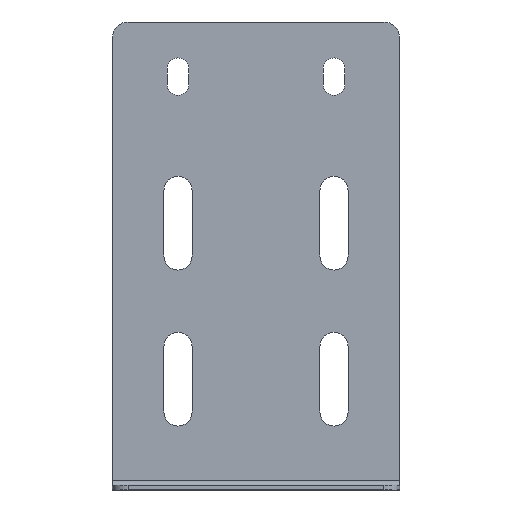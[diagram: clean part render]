
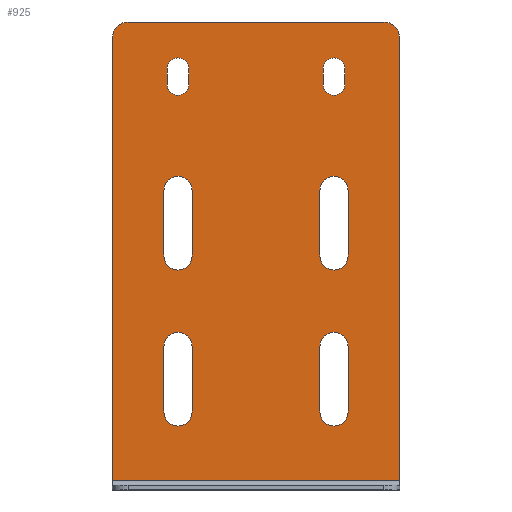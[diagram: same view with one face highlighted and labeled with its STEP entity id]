
A CAD part, top view. The second image highlights one B-rep face of the part: STEP entity #925.
In plain terms, the highlighted planar face has unit normal (0, 0, 1).
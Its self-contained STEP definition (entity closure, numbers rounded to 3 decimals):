
#160=DIRECTION('',(0.,1.,0.));
#161=VECTOR('',#160,5.);
#162=CARTESIAN_POINT('',(21.5,55.,1.5));
#163=LINE('',#162,#161);
#164=CARTESIAN_POINT('',(25.,55.,1.5));
#165=DIRECTION('',(0.,0.,1.));
#166=DIRECTION('',(-1.,0.,0.));
#167=AXIS2_PLACEMENT_3D('',#164,#165,#166);
#169=DIRECTION('',(0.,-1.,0.));
#170=VECTOR('',#169,5.);
#171=CARTESIAN_POINT('',(28.5,60.,1.5));
#172=LINE('',#171,#170);
#173=CARTESIAN_POINT('',(25.,60.,1.5));
#174=DIRECTION('',(0.,0.,1.));
#175=DIRECTION('',(1.,0.,0.));
#176=AXIS2_PLACEMENT_3D('',#173,#174,#175);
#178=DIRECTION('',(0.,1.,0.));
#179=VECTOR('',#178,21.);
#180=CARTESIAN_POINT('',(-29.5,0.,1.5));
#181=LINE('',#180,#179);
#182=CARTESIAN_POINT('',(-25.,0.,1.5));
#183=DIRECTION('',(0.,0.,1.));
#184=DIRECTION('',(-1.,0.,0.));
#185=AXIS2_PLACEMENT_3D('',#182,#183,#184);
#187=DIRECTION('',(0.,-1.,0.));
#188=VECTOR('',#187,21.);
#189=CARTESIAN_POINT('',(-20.5,21.,1.5));
#190=LINE('',#189,#188);
#191=CARTESIAN_POINT('',(-25.,21.,1.5));
#192=DIRECTION('',(0.,0.,1.));
#193=DIRECTION('',(1.,0.,0.));
#194=AXIS2_PLACEMENT_3D('',#191,#192,#193);
#196=DIRECTION('',(0.,1.,0.));
#197=VECTOR('',#196,21.);
#198=CARTESIAN_POINT('',(20.5,0.,1.5));
#199=LINE('',#198,#197);
#200=CARTESIAN_POINT('',(25.,0.,1.5));
#201=DIRECTION('',(0.,0.,1.));
#202=DIRECTION('',(-1.,0.,0.));
#203=AXIS2_PLACEMENT_3D('',#200,#201,#202);
#205=DIRECTION('',(0.,-1.,0.));
#206=VECTOR('',#205,21.);
#207=CARTESIAN_POINT('',(29.5,21.,1.5));
#208=LINE('',#207,#206);
#209=CARTESIAN_POINT('',(25.,21.,1.5));
#210=DIRECTION('',(0.,0.,1.));
#211=DIRECTION('',(1.,0.,0.));
#212=AXIS2_PLACEMENT_3D('',#209,#210,#211);
#214=DIRECTION('',(0.,1.,0.));
#215=VECTOR('',#214,21.);
#216=CARTESIAN_POINT('',(-29.5,-50.,1.5));
#217=LINE('',#216,#215);
#218=CARTESIAN_POINT('',(-25.,-50.,1.5));
#219=DIRECTION('',(0.,0.,1.));
#220=DIRECTION('',(-1.,0.,0.));
#221=AXIS2_PLACEMENT_3D('',#218,#219,#220);
#223=DIRECTION('',(0.,-1.,0.));
#224=VECTOR('',#223,21.);
#225=CARTESIAN_POINT('',(-20.5,-29.,1.5));
#226=LINE('',#225,#224);
#227=CARTESIAN_POINT('',(-25.,-29.,1.5));
#228=DIRECTION('',(0.,0.,1.));
#229=DIRECTION('',(1.,0.,0.));
#230=AXIS2_PLACEMENT_3D('',#227,#228,#229);
#232=DIRECTION('',(0.,1.,0.));
#233=VECTOR('',#232,21.);
#234=CARTESIAN_POINT('',(20.5,-50.,1.5));
#235=LINE('',#234,#233);
#236=CARTESIAN_POINT('',(25.,-50.,1.5));
#237=DIRECTION('',(0.,0.,1.));
#238=DIRECTION('',(-1.,0.,0.));
#239=AXIS2_PLACEMENT_3D('',#236,#237,#238);
#241=DIRECTION('',(0.,-1.,0.));
#242=VECTOR('',#241,21.);
#243=CARTESIAN_POINT('',(29.5,-29.,1.5));
#244=LINE('',#243,#242);
#245=CARTESIAN_POINT('',(25.,-29.,1.5));
#246=DIRECTION('',(0.,0.,1.));
#247=DIRECTION('',(1.,0.,0.));
#248=AXIS2_PLACEMENT_3D('',#245,#246,#247);
#250=DIRECTION('',(0.,1.,0.));
#251=VECTOR('',#250,5.);
#252=CARTESIAN_POINT('',(-21.5,55.,1.5));
#253=LINE('',#252,#251);
#254=CARTESIAN_POINT('',(-25.,60.,1.5));
#255=DIRECTION('',(0.,0.,-1.));
#256=DIRECTION('',(-1.,0.,0.));
#257=AXIS2_PLACEMENT_3D('',#254,#255,#256);
#259=DIRECTION('',(0.,-1.,0.));
#260=VECTOR('',#259,5.);
#261=CARTESIAN_POINT('',(-28.5,60.,1.5));
#262=LINE('',#261,#260);
#263=CARTESIAN_POINT('',(-25.,55.,1.5));
#264=DIRECTION('',(0.,0.,-1.));
#265=DIRECTION('',(1.,0.,0.));
#266=AXIS2_PLACEMENT_3D('',#263,#264,#265);
#268=CARTESIAN_POINT('',(41.,70.,1.5));
#269=DIRECTION('',(0.,0.,1.));
#270=DIRECTION('',(1.,0.,0.));
#271=AXIS2_PLACEMENT_3D('',#268,#269,#270);
#273=DIRECTION('',(0.,1.,0.));
#274=VECTOR('',#273,142.);
#275=CARTESIAN_POINT('',(46.,-72.,1.5));
#276=LINE('',#275,#274);
#277=DIRECTION('',(0.,-1.,0.));
#278=VECTOR('',#277,142.);
#279=CARTESIAN_POINT('',(-46.,70.,1.5));
#280=LINE('',#279,#278);
#281=CARTESIAN_POINT('',(-41.,70.,1.5));
#282=DIRECTION('',(0.,0.,1.));
#283=DIRECTION('',(0.,1.,0.));
#284=AXIS2_PLACEMENT_3D('',#281,#282,#283);
#286=DIRECTION('',(-1.,0.,0.));
#287=VECTOR('',#286,82.);
#288=CARTESIAN_POINT('',(41.,75.,1.5));
#289=LINE('',#288,#287);
#541=DIRECTION('',(1.,0.,0.));
#542=VECTOR('',#541,92.);
#543=CARTESIAN_POINT('',(-46.,-72.,1.5));
#544=LINE('',#543,#542);
#566=CARTESIAN_POINT('',(46.,-72.,1.5));
#567=VERTEX_POINT('',#566);
#568=CARTESIAN_POINT('',(-46.,-72.,1.5));
#569=VERTEX_POINT('',#568);
#578=CARTESIAN_POINT('',(21.5,55.,1.5));
#579=CARTESIAN_POINT('',(21.5,60.,1.5));
#580=VERTEX_POINT('',#578);
#581=VERTEX_POINT('',#579);
#582=CARTESIAN_POINT('',(28.5,60.,1.5));
#583=VERTEX_POINT('',#582);
#584=CARTESIAN_POINT('',(28.5,55.,1.5));
#585=VERTEX_POINT('',#584);
#594=CARTESIAN_POINT('',(-29.5,0.,1.5));
#595=CARTESIAN_POINT('',(-29.5,21.,1.5));
#596=VERTEX_POINT('',#594);
#597=VERTEX_POINT('',#595);
#598=CARTESIAN_POINT('',(-20.5,21.,1.5));
#599=VERTEX_POINT('',#598);
#600=CARTESIAN_POINT('',(-20.5,0.,1.5));
#601=VERTEX_POINT('',#600);
#610=CARTESIAN_POINT('',(20.5,0.,1.5));
#611=CARTESIAN_POINT('',(20.5,21.,1.5));
#612=VERTEX_POINT('',#610);
#613=VERTEX_POINT('',#611);
#614=CARTESIAN_POINT('',(29.5,21.,1.5));
#615=VERTEX_POINT('',#614);
#616=CARTESIAN_POINT('',(29.5,0.,1.5));
#617=VERTEX_POINT('',#616);
#626=CARTESIAN_POINT('',(-29.5,-50.,1.5));
#627=CARTESIAN_POINT('',(-29.5,-29.,1.5));
#628=VERTEX_POINT('',#626);
#629=VERTEX_POINT('',#627);
#630=CARTESIAN_POINT('',(-20.5,-29.,1.5));
#631=VERTEX_POINT('',#630);
#632=CARTESIAN_POINT('',(-20.5,-50.,1.5));
#633=VERTEX_POINT('',#632);
#642=CARTESIAN_POINT('',(20.5,-50.,1.5));
#643=CARTESIAN_POINT('',(20.5,-29.,1.5));
#644=VERTEX_POINT('',#642);
#645=VERTEX_POINT('',#643);
#646=CARTESIAN_POINT('',(29.5,-29.,1.5));
#647=VERTEX_POINT('',#646);
#648=CARTESIAN_POINT('',(29.5,-50.,1.5));
#649=VERTEX_POINT('',#648);
#654=CARTESIAN_POINT('',(46.,70.,1.5));
#655=VERTEX_POINT('',#654);
#656=CARTESIAN_POINT('',(41.,75.,1.5));
#657=VERTEX_POINT('',#656);
#662=CARTESIAN_POINT('',(-41.,75.,1.5));
#663=VERTEX_POINT('',#662);
#664=CARTESIAN_POINT('',(-46.,70.,1.5));
#665=VERTEX_POINT('',#664);
#706=CARTESIAN_POINT('',(-21.5,55.,1.5));
#707=CARTESIAN_POINT('',(-21.5,60.,1.5));
#708=VERTEX_POINT('',#706);
#709=VERTEX_POINT('',#707);
#710=CARTESIAN_POINT('',(-28.5,60.,1.5));
#711=VERTEX_POINT('',#710);
#712=CARTESIAN_POINT('',(-28.5,55.,1.5));
#713=VERTEX_POINT('',#712);
#850=CARTESIAN_POINT('',(0.,0.,1.5));
#851=DIRECTION('',(0.,0.,1.));
#852=DIRECTION('',(1.,0.,0.));
#853=AXIS2_PLACEMENT_3D('',#850,#851,#852);
#854=PLANE('',#853);
#856=ORIENTED_EDGE('',*,*,#855,.F.);
#858=ORIENTED_EDGE('',*,*,#857,.F.);
#860=ORIENTED_EDGE('',*,*,#859,.F.);
#862=ORIENTED_EDGE('',*,*,#861,.F.);
#864=ORIENTED_EDGE('',*,*,#863,.F.);
#866=ORIENTED_EDGE('',*,*,#865,.F.);
#867=EDGE_LOOP('',(#856,#858,#860,#862,#864,#866));
#868=FACE_OUTER_BOUND('',#867,.F.);
#870=ORIENTED_EDGE('',*,*,#869,.F.);
#872=ORIENTED_EDGE('',*,*,#871,.T.);
#874=ORIENTED_EDGE('',*,*,#873,.F.);
#876=ORIENTED_EDGE('',*,*,#875,.T.);
#877=EDGE_LOOP('',(#870,#872,#874,#876));
#878=FACE_BOUND('',#877,.F.);
#880=ORIENTED_EDGE('',*,*,#879,.F.);
#882=ORIENTED_EDGE('',*,*,#881,.T.);
#884=ORIENTED_EDGE('',*,*,#883,.F.);
#886=ORIENTED_EDGE('',*,*,#885,.T.);
#887=EDGE_LOOP('',(#880,#882,#884,#886));
#888=FACE_BOUND('',#887,.F.);
#890=ORIENTED_EDGE('',*,*,#889,.F.);
#892=ORIENTED_EDGE('',*,*,#891,.T.);
#894=ORIENTED_EDGE('',*,*,#893,.F.);
#896=ORIENTED_EDGE('',*,*,#895,.T.);
#897=EDGE_LOOP('',(#890,#892,#894,#896));
#898=FACE_BOUND('',#897,.F.);
#900=ORIENTED_EDGE('',*,*,#899,.F.);
#902=ORIENTED_EDGE('',*,*,#901,.T.);
#904=ORIENTED_EDGE('',*,*,#903,.F.);
#906=ORIENTED_EDGE('',*,*,#905,.T.);
#907=EDGE_LOOP('',(#900,#902,#904,#906));
#908=FACE_BOUND('',#907,.F.);
#910=ORIENTED_EDGE('',*,*,#909,.T.);
#912=ORIENTED_EDGE('',*,*,#911,.F.);
#914=ORIENTED_EDGE('',*,*,#913,.T.);
#916=ORIENTED_EDGE('',*,*,#915,.F.);
#917=EDGE_LOOP('',(#910,#912,#914,#916));
#918=FACE_BOUND('',#917,.F.);
#919=ORIENTED_EDGE('',*,*,#802,.F.);
#920=ORIENTED_EDGE('',*,*,#817,.T.);
#921=ORIENTED_EDGE('',*,*,#831,.F.);
#922=ORIENTED_EDGE('',*,*,#844,.T.);
#923=EDGE_LOOP('',(#919,#920,#921,#922));
#924=FACE_BOUND('',#923,.F.);
#925=ADVANCED_FACE('',(#868,#878,#888,#898,#908,#918,#924),#854,.T.);
#168=CIRCLE('',#167,3.5);
#177=CIRCLE('',#176,3.5);
#186=CIRCLE('',#185,4.5);
#195=CIRCLE('',#194,4.5);
#204=CIRCLE('',#203,4.5);
#213=CIRCLE('',#212,4.5);
#222=CIRCLE('',#221,4.5);
#231=CIRCLE('',#230,4.5);
#240=CIRCLE('',#239,4.5);
#249=CIRCLE('',#248,4.5);
#258=CIRCLE('',#257,3.5);
#267=CIRCLE('',#266,3.5);
#272=CIRCLE('',#271,5.);
#285=CIRCLE('',#284,5.);
#802=EDGE_CURVE('',#580,#581,#163,.T.);
#817=EDGE_CURVE('',#580,#585,#168,.T.);
#831=EDGE_CURVE('',#583,#585,#172,.T.);
#844=EDGE_CURVE('',#583,#581,#177,.T.);
#855=EDGE_CURVE('',#655,#657,#272,.T.);
#857=EDGE_CURVE('',#567,#655,#276,.T.);
#859=EDGE_CURVE('',#569,#567,#544,.T.);
#861=EDGE_CURVE('',#665,#569,#280,.T.);
#863=EDGE_CURVE('',#663,#665,#285,.T.);
#865=EDGE_CURVE('',#657,#663,#289,.T.);
#869=EDGE_CURVE('',#596,#597,#181,.T.);
#871=EDGE_CURVE('',#596,#601,#186,.T.);
#873=EDGE_CURVE('',#599,#601,#190,.T.);
#875=EDGE_CURVE('',#599,#597,#195,.T.);
#879=EDGE_CURVE('',#612,#613,#199,.T.);
#881=EDGE_CURVE('',#612,#617,#204,.T.);
#883=EDGE_CURVE('',#615,#617,#208,.T.);
#885=EDGE_CURVE('',#615,#613,#213,.T.);
#889=EDGE_CURVE('',#628,#629,#217,.T.);
#891=EDGE_CURVE('',#628,#633,#222,.T.);
#893=EDGE_CURVE('',#631,#633,#226,.T.);
#895=EDGE_CURVE('',#631,#629,#231,.T.);
#899=EDGE_CURVE('',#644,#645,#235,.T.);
#901=EDGE_CURVE('',#644,#649,#240,.T.);
#903=EDGE_CURVE('',#647,#649,#244,.T.);
#905=EDGE_CURVE('',#647,#645,#249,.T.);
#909=EDGE_CURVE('',#708,#709,#253,.T.);
#911=EDGE_CURVE('',#711,#709,#258,.T.);
#913=EDGE_CURVE('',#711,#713,#262,.T.);
#915=EDGE_CURVE('',#708,#713,#267,.T.);
